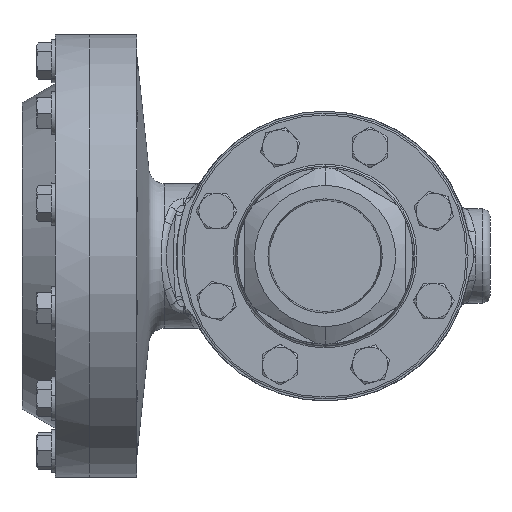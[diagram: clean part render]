
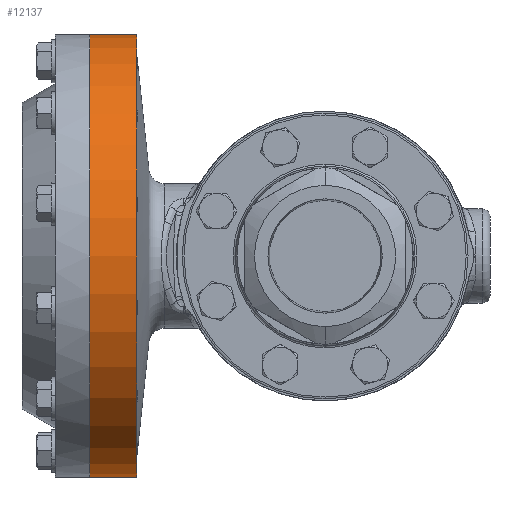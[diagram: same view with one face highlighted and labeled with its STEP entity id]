
A CAD part, left-side view. The second image highlights one B-rep face of the part: STEP entity #12137.
In plain terms, the highlighted cylindrical face has radius 89.662 mm (diameter 179.324 mm), a partial arc.
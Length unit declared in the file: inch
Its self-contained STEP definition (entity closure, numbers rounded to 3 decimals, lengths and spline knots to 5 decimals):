
#263 = FACE_OUTER_BOUND ( 'NONE', #1421, .T. ) ;
#402 = DIRECTION ( 'NONE',  ( 0., -1., 0. ) ) ;
#1377 = VECTOR ( 'NONE', #402, 39.37008 ) ;
#1421 = EDGE_LOOP ( 'NONE', ( #3576, #4842, #4416, #11486 ) ) ;
#1749 = VERTEX_POINT ( 'NONE', #5631 ) ;
#3492 = CARTESIAN_POINT ( 'NONE',  ( 0., 3.75, 0. ) ) ;
#3570 = CIRCLE ( 'NONE', #8081, 3.53 ) ;
#3576 = ORIENTED_EDGE ( 'NONE', *, *, #6093, .F. ) ;
#3631 = EDGE_CURVE ( 'NONE', #14434, #9207, #13855, .T. ) ;
#4300 = CARTESIAN_POINT ( 'NONE',  ( 0., 3.75, -3.53 ) ) ;
#4416 = ORIENTED_EDGE ( 'NONE', *, *, #3631, .T. ) ;
#4842 = ORIENTED_EDGE ( 'NONE', *, *, #11153, .T. ) ;
#4913 = DIRECTION ( 'NONE',  ( 0., 0., -1. ) ) ;
#5631 = CARTESIAN_POINT ( 'NONE',  ( 0., 3., 3.53 ) ) ;
#6093 = EDGE_CURVE ( 'NONE', #17335, #1749, #8821, .T. ) ;
#6814 = CARTESIAN_POINT ( 'NONE',  ( 0., 3., -3.53 ) ) ;
#6904 = DIRECTION ( 'NONE',  ( 0., -1., 0. ) ) ;
#7548 = CARTESIAN_POINT ( 'NONE',  ( 0., -2.84451, 0. ) ) ;
#8010 = AXIS2_PLACEMENT_3D ( 'NONE', #7548, #8907, #17330 ) ;
#8081 = AXIS2_PLACEMENT_3D ( 'NONE', #8237, #18032, #9643 ) ;
#8237 = CARTESIAN_POINT ( 'NONE',  ( 0., 3., 0. ) ) ;
#8821 = LINE ( 'NONE', #17171, #1377 ) ;
#8907 = DIRECTION ( 'NONE',  ( 0., -1., 0. ) ) ;
#9204 = EDGE_CURVE ( 'NONE', #1749, #9207, #3570, .T. ) ;
#9207 = VERTEX_POINT ( 'NONE', #6814 ) ;
#9643 = DIRECTION ( 'NONE',  ( 0., 0., -1. ) ) ;
#10116 = CARTESIAN_POINT ( 'NONE',  ( 0., 3.75, 3.53 ) ) ;
#11153 = EDGE_CURVE ( 'NONE', #17335, #14434, #13623, .T. ) ;
#11486 = ORIENTED_EDGE ( 'NONE', *, *, #9204, .F. ) ;
#12137 = ADVANCED_FACE ( 'NONE', ( #263 ), #17991, .T. ) ;
#12198 = AXIS2_PLACEMENT_3D ( 'NONE', #3492, #13302, #4913 ) ;
#13302 = DIRECTION ( 'NONE',  ( 0., -1., 0. ) ) ;
#13623 = CIRCLE ( 'NONE', #12198, 3.53 ) ;
#13855 = LINE ( 'NONE', #13887, #17140 ) ;
#13887 = CARTESIAN_POINT ( 'NONE',  ( 0., -2.84451, -3.53 ) ) ;
#14434 = VERTEX_POINT ( 'NONE', #4300 ) ;
#17140 = VECTOR ( 'NONE', #6904, 39.37008 ) ;
#17171 = CARTESIAN_POINT ( 'NONE',  ( 0., -2.84451, 3.53 ) ) ;
#17330 = DIRECTION ( 'NONE',  ( 0., 0., -1. ) ) ;
#17335 = VERTEX_POINT ( 'NONE', #10116 ) ;
#17991 = CYLINDRICAL_SURFACE ( 'NONE', #8010, 3.53 ) ;
#18032 = DIRECTION ( 'NONE',  ( 0., -1., 0. ) ) ;
